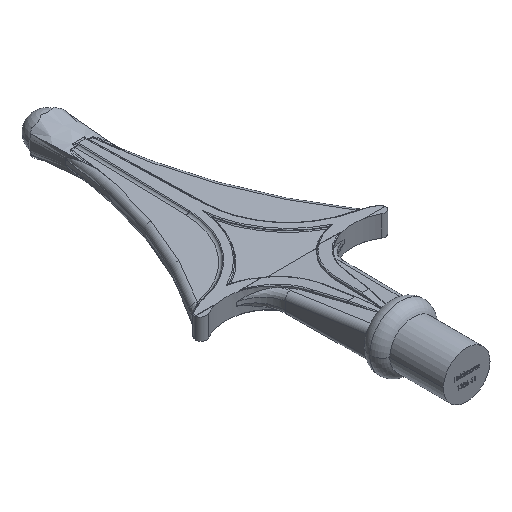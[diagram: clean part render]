
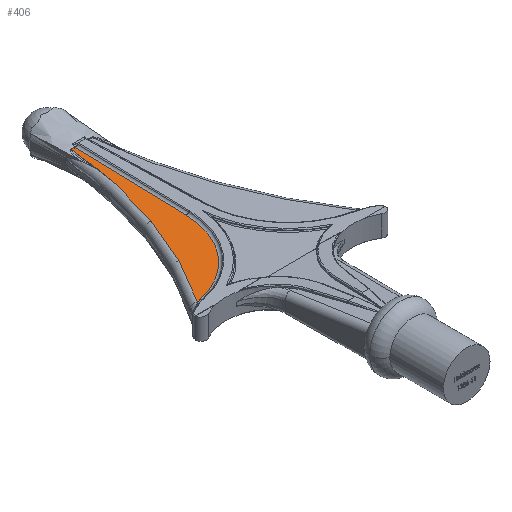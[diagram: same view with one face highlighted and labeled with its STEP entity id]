
A CAD part, isometric view. The second image highlights one B-rep face of the part: STEP entity #406.
In plain terms, the highlighted planar face has unit normal (0, 0, 1).
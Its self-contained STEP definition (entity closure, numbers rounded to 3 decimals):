
#382 = EDGE_CURVE ( 'NONE', #18041, #7897, #5587, .T. ) ;
#406 = ADVANCED_FACE ( 'NONE', ( #12664 ), #3123, .T. ) ;
#1997 = CARTESIAN_POINT ( 'NONE',  ( -2.382, 74.864, 2.75 ) ) ;
#2048 = CARTESIAN_POINT ( 'NONE',  ( -2.378, 75.024, 2.75 ) ) ;
#2183 = DIRECTION ( 'NONE',  ( 0., 0., -1. ) ) ;
#3060 = DIRECTION ( 'NONE',  ( 1., 0., 0. ) ) ;
#3066 = DIRECTION ( 'NONE',  ( 0., 0., 1. ) ) ;
#3108 = CARTESIAN_POINT ( 'NONE',  ( -30.631, 3.524, 2.75 ) ) ;
#3123 = PLANE ( 'NONE',  #9956 ) ;
#3128 = DIRECTION ( 'NONE',  ( 1., 0., 0. ) ) ;
#3151 = DIRECTION ( 'NONE',  ( 0., 0., 1. ) ) ;
#3193 = CARTESIAN_POINT ( 'NONE',  ( -32.354, 36.514, 2.75 ) ) ;
#3269 = AXIS2_PLACEMENT_3D ( 'NONE', #11880, #3313, #13265 ) ;
#3313 = DIRECTION ( 'NONE',  ( 0., 0., -1. ) ) ;
#3708 = CARTESIAN_POINT ( 'NONE',  ( -26.19, 8.275, 2.75 ) ) ;
#4031 = EDGE_CURVE ( 'NONE', #7897, #4563, #14018, .T. ) ;
#4563 = VERTEX_POINT ( 'NONE', #18002 ) ;
#4604 = CIRCLE ( 'NONE', #3269, 20.819 ) ;
#4912 = ORIENTED_EDGE ( 'NONE', *, *, #4031, .T. ) ;
#5160 = CARTESIAN_POINT ( 'NONE',  ( -3.461, 35.718, 2.75 ) ) ;
#5587 = CIRCLE ( 'NONE', #6125, 28.904 ) ;
#6125 = AXIS2_PLACEMENT_3D ( 'NONE', #3193, #3151, #3128 ) ;
#6413 = VERTEX_POINT ( 'NONE', #16859 ) ;
#6447 = CARTESIAN_POINT ( 'NONE',  ( -3.5, 74.902, 2.75 ) ) ;
#7033 = VERTEX_POINT ( 'NONE', #7272 ) ;
#7272 = CARTESIAN_POINT ( 'NONE',  ( -27.282, 8.006, 2.75 ) ) ;
#7897 = VERTEX_POINT ( 'NONE', #5160 ) ;
#7901 = AXIS2_PLACEMENT_3D ( 'NONE', #10844, #2183, #12222 ) ;
#9956 = AXIS2_PLACEMENT_3D ( 'NONE', #3108, #3066, #3060 ) ;
#10670 = CARTESIAN_POINT ( 'NONE',  ( -2.755, 74.875, 2.75 ) ) ;
#10721 = DIRECTION ( 'NONE',  ( 0.028, 1., 0. ) ) ;
#10844 = CARTESIAN_POINT ( 'NONE',  ( -147.093, 88.274, 2.75 ) ) ;
#11081 = ORIENTED_EDGE ( 'NONE', *, *, #382, .T. ) ;
#11880 = CARTESIAN_POINT ( 'NONE',  ( -21.75, -12.065, 2.75 ) ) ;
#12222 = DIRECTION ( 'NONE',  ( 1., 0., 0. ) ) ;
#12664 = FACE_OUTER_BOUND ( 'NONE', #14228, .T. ) ;
#13030 = B_SPLINE_CURVE_WITH_KNOTS ( 'NONE', 3,
 ( #1997, #10670, #14855, #6447 ),
 .UNSPECIFIED., .F., .F.,
 ( 4, 4 ),
 ( 0., 0.001 ),
 .UNSPECIFIED. ) ;
#13265 = DIRECTION ( 'NONE',  ( 1., 0., 0. ) ) ;
#13334 = EDGE_CURVE ( 'NONE', #7033, #18041, #4604, .T. ) ;
#13689 = ORIENTED_EDGE ( 'NONE', *, *, #16610, .T. ) ;
#14018 = LINE ( 'NONE', #2048, #17744 ) ;
#14228 = EDGE_LOOP ( 'NONE', ( #4912, #13689, #14339, #16599, #11081 ) ) ;
#14339 = ORIENTED_EDGE ( 'NONE', *, *, #17172, .T. ) ;
#14855 = CARTESIAN_POINT ( 'NONE',  ( -3.128, 74.887, 2.75 ) ) ;
#16599 = ORIENTED_EDGE ( 'NONE', *, *, #13334, .T. ) ;
#16610 = EDGE_CURVE ( 'NONE', #4563, #6413, #13030, .T. ) ;
#16859 = CARTESIAN_POINT ( 'NONE',  ( -3.5, 74.902, 2.75 ) ) ;
#17172 = EDGE_CURVE ( 'NONE', #6413, #7033, #17758, .T. ) ;
#17744 = VECTOR ( 'NONE', #10721, 1000. ) ;
#17758 = CIRCLE ( 'NONE', #7901, 144.214 ) ;
#18002 = CARTESIAN_POINT ( 'NONE',  ( -2.382, 74.864, 2.75 ) ) ;
#18041 = VERTEX_POINT ( 'NONE', #3708 ) ;
